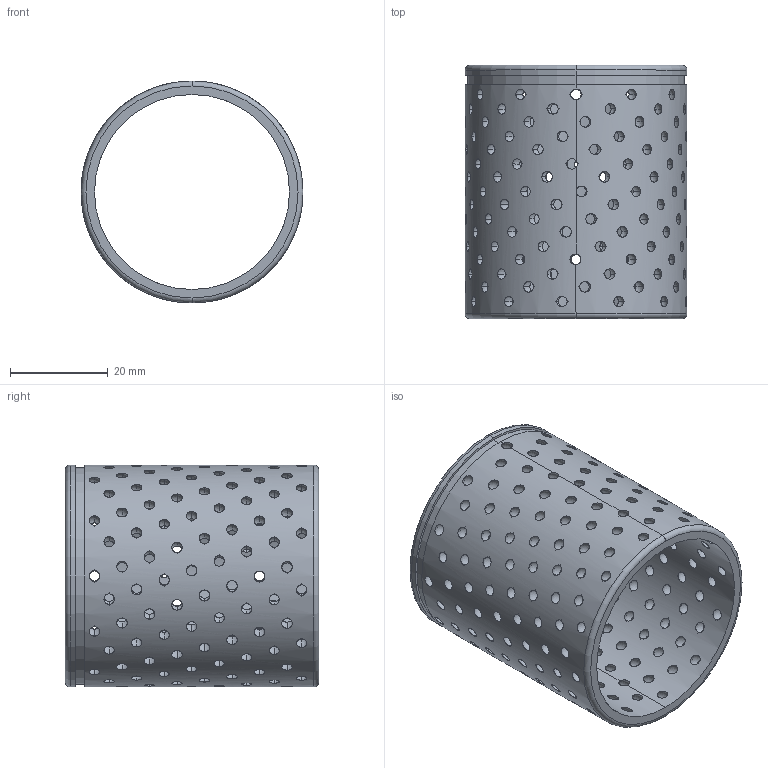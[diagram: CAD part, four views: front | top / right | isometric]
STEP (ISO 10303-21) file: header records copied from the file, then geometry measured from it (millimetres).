
FILE_DESCRIPTION (( 'STEP AP214' ), '1' );
FILE_NAME ('683QM-D40-L52.STEP', '2021-10-30T00:38:55', ( '' ), ( '' ), 'SwSTEP 2.0', 'SolidWorks 2016', '' );
FILE_SCHEMA (( 'AUTOMOTIVE_DESIGN' ));
Length unit declared in the file: millimetre
Products named in the file (2): 683QM-D40-L52
Bounding box: 45.5 x 52 x 45.5 mm (x, y, z)
Volume: 14975.6 mm3; surface area: 19114.4 mm2
Topology: 1 solids, 1 shells, 400 faces, 2187 edges, 1394 vertices
Faces by surface type: sphere 384, cylinder 8, torus 4, plane 4
Entity records: 26114 total; most frequent: CARTESIAN_POINT 15518, ORIENTED_EDGE 2452, DIRECTION 1642, EDGE_CURVE 1226, VERTEX_POINT 816, AXIS2_PLACEMENT_3D 810, B_SPLINE_CURVE_WITH_KNOTS 797, EDGE_LOOP 774
